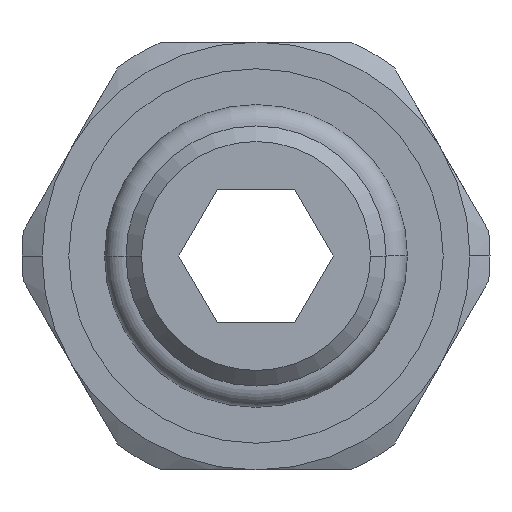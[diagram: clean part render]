
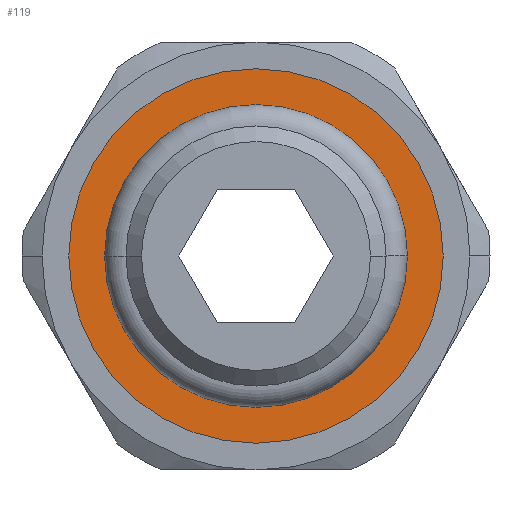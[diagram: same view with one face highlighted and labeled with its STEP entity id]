
A CAD part, front view. The second image highlights one B-rep face of the part: STEP entity #119.
In plain terms, the highlighted planar face has unit normal (0, -1, 0).
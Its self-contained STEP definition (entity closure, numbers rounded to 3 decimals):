
#119=ADVANCED_FACE('',(#275,#276),#277,.T.);
#275=FACE_BOUND('',#435,.T.);
#276=FACE_OUTER_BOUND('',#436,.T.);
#277=PLANE('',#437);
#435=EDGE_LOOP('',(#1003,#1004,#1005));
#436=EDGE_LOOP('',(#1006,#1007));
#437=AXIS2_PLACEMENT_3D('',#1008,#1009,#1010);
#1003=ORIENTED_EDGE('',*,*,#1116,.T.);
#1004=ORIENTED_EDGE('',*,*,#1115,.T.);
#1005=ORIENTED_EDGE('',*,*,#1117,.T.);
#1006=ORIENTED_EDGE('',*,*,#1210,.T.);
#1007=ORIENTED_EDGE('',*,*,#1032,.T.);
#1008=CARTESIAN_POINT('',(0.0,-1.5,0.0));
#1009=DIRECTION('',(0.0,-1.0,0.0));
#1010=DIRECTION('',(-1.0,0.0,0.0));
#1032=EDGE_CURVE('',#1214,#1211,#1215,.T.);
#1115=EDGE_CURVE('',#1362,#1364,#1366,.T.);
#1116=EDGE_CURVE('',#1367,#1362,#1368,.T.);
#1117=EDGE_CURVE('',#1364,#1367,#1369,.T.);
#1210=EDGE_CURVE('',#1211,#1214,#1502,.T.);
#1211=VERTEX_POINT('',#1503);
#1214=VERTEX_POINT('',#1507);
#1215=CIRCLE('',#1508,7.0);
#1362=VERTEX_POINT('',#1730);
#1364=VERTEX_POINT('',#1732);
#1366=CIRCLE('',#1734,5.66);
#1367=VERTEX_POINT('',#1735);
#1368=CIRCLE('',#1736,5.66);
#1369=CIRCLE('',#1737,5.66);
#1502=CIRCLE('',#2118,7.0);
#1503=CARTESIAN_POINT('',(7.0,-1.5,0.0));
#1507=CARTESIAN_POINT('',(-7.0,-1.5,0.));
#1508=AXIS2_PLACEMENT_3D('',#2120,#2121,#2122);
#1730=CARTESIAN_POINT('',(5.66,-1.5,0.));
#1732=CARTESIAN_POINT('',(-5.66,-1.5,0.));
#1734=AXIS2_PLACEMENT_3D('',#2295,#2296,#2297);
#1735=CARTESIAN_POINT('',(0.,-1.5,5.66));
#1736=AXIS2_PLACEMENT_3D('',#2298,#2299,#2300);
#1737=AXIS2_PLACEMENT_3D('',#2301,#2302,#2303);
#2118=AXIS2_PLACEMENT_3D('',#2464,#2465,#2466);
#2120=CARTESIAN_POINT('',(0.0,-1.5,0.0));
#2121=DIRECTION('',(0.0,-1.0,0.0));
#2122=DIRECTION('',(1.0,0.0,0.0));
#2295=CARTESIAN_POINT('',(0.0,-1.5,0.0));
#2296=DIRECTION('',(-0.0,1.0,0.0));
#2297=DIRECTION('',(0.0,0.0,-1.0));
#2298=CARTESIAN_POINT('',(0.0,-1.5,0.0));
#2299=DIRECTION('',(-0.0,1.0,0.0));
#2300=DIRECTION('',(0.0,0.0,-1.0));
#2301=CARTESIAN_POINT('',(0.0,-1.5,0.0));
#2302=DIRECTION('',(-0.0,1.0,0.0));
#2303=DIRECTION('',(0.0,0.0,-1.0));
#2464=CARTESIAN_POINT('',(0.0,-1.5,0.0));
#2465=DIRECTION('',(0.0,-1.0,0.0));
#2466=DIRECTION('',(1.0,0.0,0.0));
